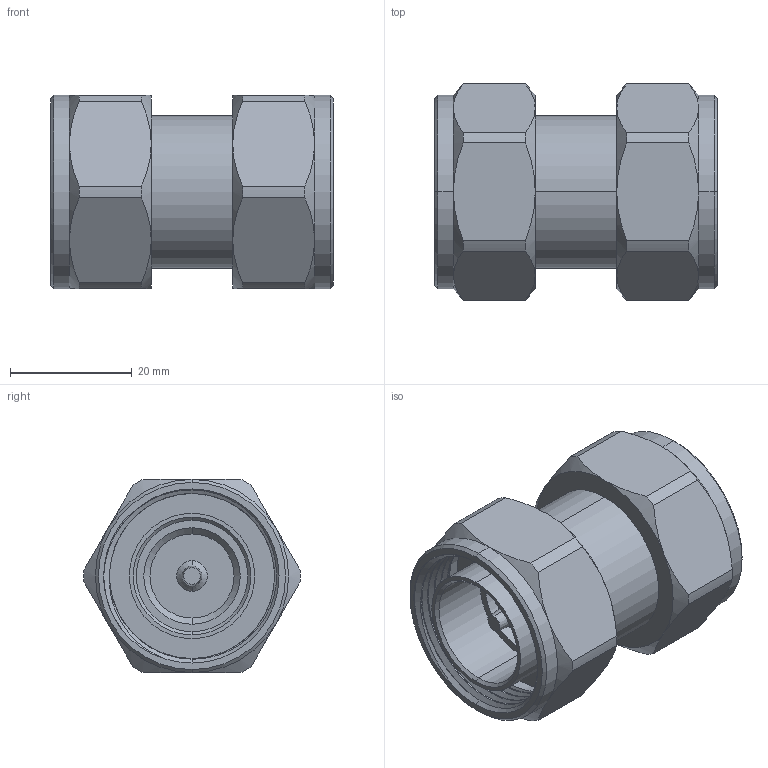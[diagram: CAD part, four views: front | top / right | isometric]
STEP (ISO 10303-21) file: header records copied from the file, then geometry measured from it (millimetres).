
FILE_DESCRIPTION (( 'STEP AP214' ), '1' );
FILE_NAME ('PE91190.STEP', '2017-10-18T16:33:42', ( '' ), ( '' ), 'SwSTEP 2.0', 'SolidWorks 2017', '' );
FILE_SCHEMA (( 'AUTOMOTIVE_DESIGN' ));
Length unit declared in the file: inch
Products named in the file (1): PE91190
Bounding box: 46.4 x 35.58 x 31.75 mm (x, y, z)
Volume: 20457.6 mm3; surface area: 13454.9 mm2
Topology: 3 solids, 3 shells, 148 faces, 342 edges, 212 vertices
Faces by surface type: cylinder 58, cone 54, plane 30, bspline 6
Entity records: 6588 total; most frequent: CARTESIAN_POINT 3309, ORIENTED_EDGE 684, DIRECTION 640, EDGE_CURVE 342, AXIS2_PLACEMENT_3D 273, VERTEX_POINT 212, EDGE_LOOP 160, ADVANCED_FACE 148
